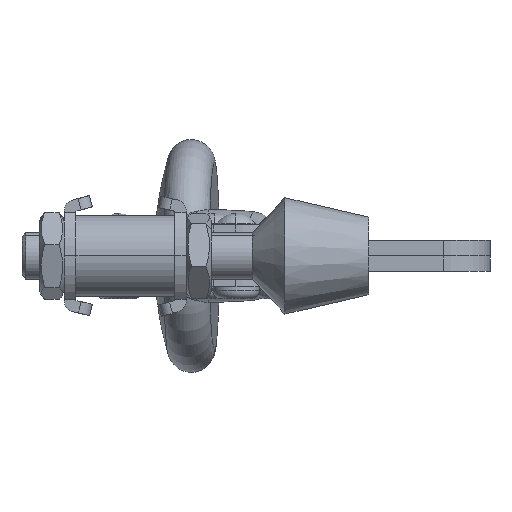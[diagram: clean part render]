
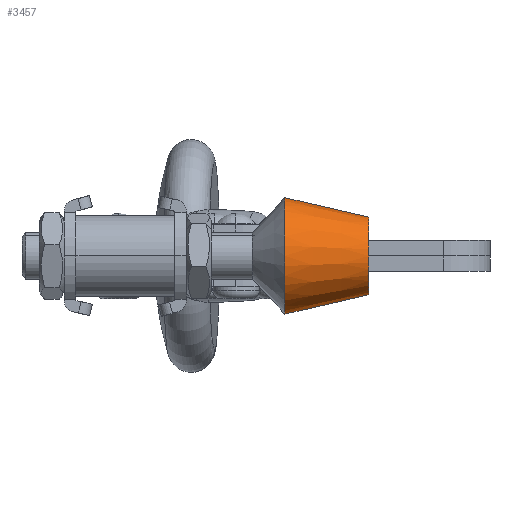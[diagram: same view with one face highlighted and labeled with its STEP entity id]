
A CAD part, left-side view. The second image highlights one B-rep face of the part: STEP entity #3457.
In plain terms, the highlighted conical face has half-angle 13 degrees and reference radius 5 mm.
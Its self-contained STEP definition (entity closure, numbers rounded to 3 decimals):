
#734 = AXIS2_PLACEMENT_3D ( 'NONE', #17694, #17695, #17700 ) ;
#1081 = AXIS2_PLACEMENT_3D ( 'NONE', #13887, #13886, #13885 ) ;
#1140 = AXIS2_PLACEMENT_3D ( 'NONE', #13625, #13624, #13623 ) ;
#3457 = ADVANCED_FACE ( 'NONE', ( #12026 ), #12021, .T. ) ;
#9069 = VECTOR ( 'NONE', #13019, 1000. ) ;
#9071 = LINE ( 'NONE', #13022, #9069 ) ;
#9090 = VECTOR ( 'NONE', #13097, 1000. ) ;
#9098 = LINE ( 'NONE', #13104, #9090 ) ;
#9270 = CIRCLE ( 'NONE', #1140, 5. ) ;
#9442 = CIRCLE ( 'NONE', #1081, 7.495 ) ;
#12021 = CONICAL_SURFACE ( 'NONE', #734, 5., 0.227 ) ;
#12026 = FACE_OUTER_BOUND ( 'NONE', #12477, .T. ) ;
#12477 = EDGE_LOOP ( 'NONE', ( #14439, #14438, #14433, #14432 ) ) ;
#13019 = DIRECTION ( 'NONE',  ( 0., 0.974, -0.225 ) ) ;
#13022 = CARTESIAN_POINT ( 'NONE',  ( 0., 0., -5. ) ) ;
#13097 = DIRECTION ( 'NONE',  ( 0., 0.974, 0.225 ) ) ;
#13104 = CARTESIAN_POINT ( 'NONE',  ( 0., 0., 5. ) ) ;
#13558 = CARTESIAN_POINT ( 'NONE',  ( 0., 10.808, 7.495 ) ) ;
#13623 = DIRECTION ( 'NONE',  ( 0., 0., 1. ) ) ;
#13624 = DIRECTION ( 'NONE',  ( 0., 1., 0. ) ) ;
#13625 = CARTESIAN_POINT ( 'NONE',  ( 0., 0., 0. ) ) ;
#13885 = DIRECTION ( 'NONE',  ( 0., 0., 1. ) ) ;
#13886 = DIRECTION ( 'NONE',  ( 0., 1., 0. ) ) ;
#13887 = CARTESIAN_POINT ( 'NONE',  ( 0., 10.808, 0. ) ) ;
#13895 = CARTESIAN_POINT ( 'NONE',  ( 0., 0., 5. ) ) ;
#13985 = CARTESIAN_POINT ( 'NONE',  ( 0., 10.808, -7.495 ) ) ;
#14010 = CARTESIAN_POINT ( 'NONE',  ( 0., 0., -5. ) ) ;
#14432 = ORIENTED_EDGE ( 'NONE', *, *, #26210, .F. ) ;
#14433 = ORIENTED_EDGE ( 'NONE', *, *, #26492, .T. ) ;
#14438 = ORIENTED_EDGE ( 'NONE', *, *, #26350, .T. ) ;
#14439 = ORIENTED_EDGE ( 'NONE', *, *, #26511, .F. ) ;
#17694 = CARTESIAN_POINT ( 'NONE',  ( 0., 0., 0. ) ) ;
#17695 = DIRECTION ( 'NONE',  ( 0., 1., 0. ) ) ;
#17700 = DIRECTION ( 'NONE',  ( 0., 0., 1. ) ) ;
#23501 = VERTEX_POINT ( 'NONE', #13985 ) ;
#23560 = VERTEX_POINT ( 'NONE', #13895 ) ;
#23622 = VERTEX_POINT ( 'NONE', #13558 ) ;
#23780 = VERTEX_POINT ( 'NONE', #14010 ) ;
#26210 = EDGE_CURVE ( 'NONE', #23501, #23622, #9442, .T. ) ;
#26350 = EDGE_CURVE ( 'NONE', #23780, #23560, #9270, .T. ) ;
#26492 = EDGE_CURVE ( 'NONE', #23560, #23622, #9098, .T. ) ;
#26511 = EDGE_CURVE ( 'NONE', #23780, #23501, #9071, .T. ) ;
